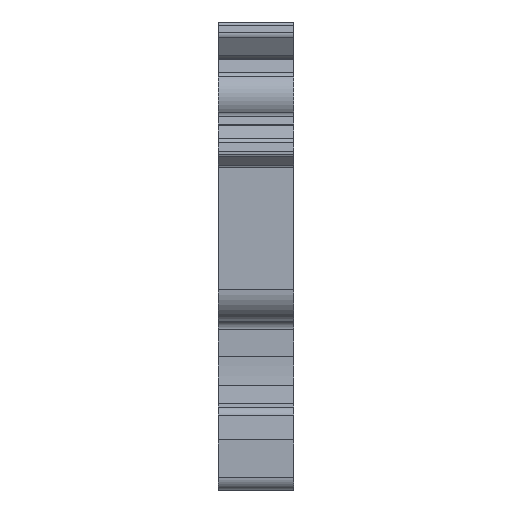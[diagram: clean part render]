
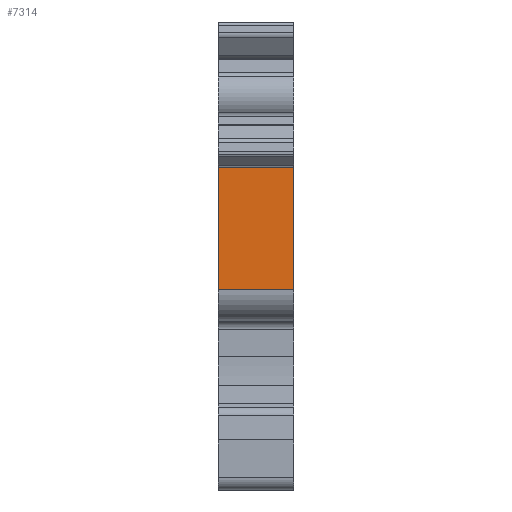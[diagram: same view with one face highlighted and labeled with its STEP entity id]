
A CAD part, left-side view. The second image highlights one B-rep face of the part: STEP entity #7314.
In plain terms, the highlighted planar face has unit normal (-1, 0, 0).
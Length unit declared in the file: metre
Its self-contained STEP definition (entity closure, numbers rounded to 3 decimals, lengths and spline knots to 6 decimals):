
#367=LINE('',#11164,#1066);
#482=LINE('',#11533,#1181);
#665=LINE('',#12075,#1364);
#666=LINE('',#12077,#1365);
#1066=VECTOR('',#8863,0.009754);
#1181=VECTOR('',#9140,0.009754);
#1364=VECTOR('',#9651,0.006);
#1365=VECTOR('',#9654,0.006);
#1838=FACE_OUTER_BOUND('',#2274,.T.);
#2274=EDGE_LOOP('',(#5634,#5635,#5636,#5637));
#3040=VERTEX_POINT('',#11161);
#3041=VERTEX_POINT('',#11163);
#3213=VERTEX_POINT('',#11530);
#3214=VERTEX_POINT('',#11532);
#3773=EDGE_CURVE('',#3040,#3041,#367,.T.);
#3957=EDGE_CURVE('',#3214,#3213,#482,.T.);
#4231=EDGE_CURVE('',#3213,#3041,#665,.T.);
#4232=EDGE_CURVE('',#3214,#3040,#666,.T.);
#5634=ORIENTED_EDGE('',*,*,#3773,.F.);
#5635=ORIENTED_EDGE('',*,*,#4232,.F.);
#5636=ORIENTED_EDGE('',*,*,#3957,.T.);
#5637=ORIENTED_EDGE('',*,*,#4231,.T.);
#6608=PLANE('',#8009);
#7314=ADVANCED_FACE('',(#1838),#6608,.T.);
#8009=AXIS2_PLACEMENT_3D('',#12076,#9652,#9653);
#8863=DIRECTION('',(0.,0.,1.));
#9140=DIRECTION('',(0.,0.,1.));
#9651=DIRECTION('',(0.,1.,0.));
#9652=DIRECTION('center_axis',(-1.,0.,0.));
#9653=DIRECTION('ref_axis',(0.,0.,1.));
#9654=DIRECTION('',(0.,1.,0.));
#11161=CARTESIAN_POINT('',(-0.0435,0.006,0.008734));
#11163=CARTESIAN_POINT('',(-0.0435,0.006,0.018488));
#11164=CARTESIAN_POINT('',(-0.0435,0.006,0.008734));
#11530=CARTESIAN_POINT('',(-0.0435,0.,0.018488));
#11532=CARTESIAN_POINT('',(-0.0435,0.,0.008734));
#11533=CARTESIAN_POINT('',(-0.0435,0.,0.008734));
#12075=CARTESIAN_POINT('',(-0.0435,0.,0.018488));
#12076=CARTESIAN_POINT('Origin',(-0.0435,0.,0.018488));
#12077=CARTESIAN_POINT('',(-0.0435,0.,0.008734));
